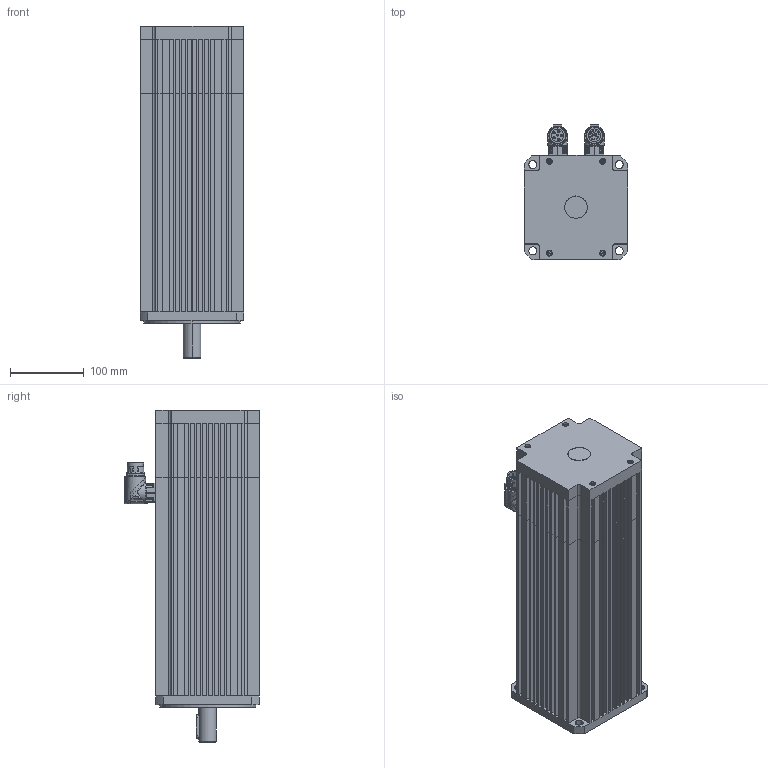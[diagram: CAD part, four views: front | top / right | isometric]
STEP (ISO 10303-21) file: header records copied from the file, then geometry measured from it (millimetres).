
FILE_DESCRIPTION((''),'2;1');
FILE_NAME('FP-3314 + Encoder Quantum QR145-07 + Fré Keb 08-36.stp','2012-06-04T08:54:12',('arodrigo'),(''),'Autodesk Inventor 9','Autodesk Inventor 9','');
FILE_SCHEMA(('AUTOMOTIVE_DESIGN { 1 0 10303 214 1 1 1 1 }'));
Length unit declared in the file: millimetre
Products named in the file (1): Pieza1
Bounding box: 140 x 182.15 x 448.9 mm (x, y, z)
Volume: 6713679.1 mm3; surface area: 489656.5 mm2
Topology: 24 solids, 24 shells, 1377 faces, 3468 edges, 2106 vertices
Faces by surface type: plane 698, cylinder 386, bspline 119, cone 84, sphere 46, torus 44
Entity records: 41754 total; most frequent: CARTESIAN_POINT 9520, DIRECTION 6793, ORIENTED_EDGE 6668, EDGE_CURVE 3334, AXIS2_PLACEMENT_3D 2453, VERTEX_POINT 2106, VECTOR 1887, LINE 1887
